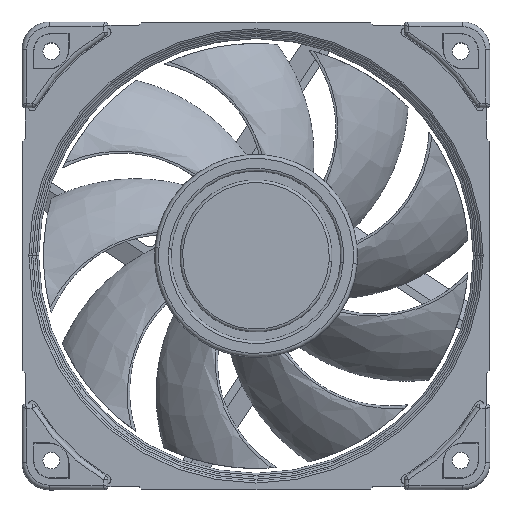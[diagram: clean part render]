
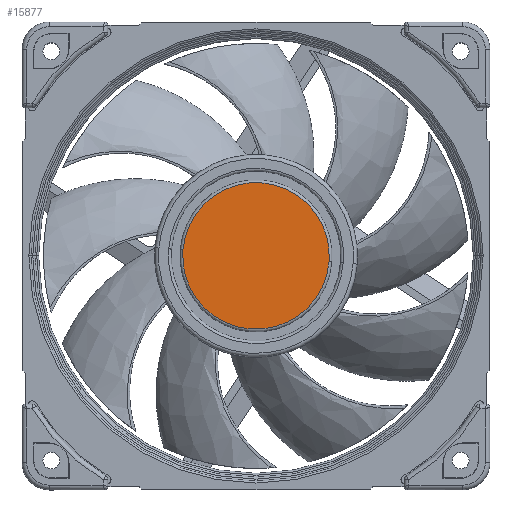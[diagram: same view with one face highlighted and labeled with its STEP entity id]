
A CAD part, top view. The second image highlights one B-rep face of the part: STEP entity #15877.
In plain terms, the highlighted planar face has unit normal (0, 0, 1).
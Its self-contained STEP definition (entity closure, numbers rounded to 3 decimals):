
#96 = AXIS2_PLACEMENT_3D ( 'NONE', #3991, #5454, #2460 ) ;
#2453 = CIRCLE ( 'NONE', #11723, 18.8 ) ;
#2460 = DIRECTION ( 'NONE',  ( 1., 0., 0. ) ) ;
#3991 = CARTESIAN_POINT ( 'NONE',  ( 0., 0., 18. ) ) ;
#4947 = CARTESIAN_POINT ( 'NONE',  ( 18.8, 0., 18. ) ) ;
#5454 = DIRECTION ( 'NONE',  ( 0., 0., 1. ) ) ;
#6051 = CIRCLE ( 'NONE', #96, 18.8 ) ;
#6486 = EDGE_CURVE ( 'NONE', #10588, #12825, #6051, .T. ) ;
#9335 = ORIENTED_EDGE ( 'NONE', *, *, #12935, .T. ) ;
#10588 = VERTEX_POINT ( 'NONE', #4947 ) ;
#10597 = DIRECTION ( 'NONE',  ( 1., 0., 0. ) ) ;
#10726 = ORIENTED_EDGE ( 'NONE', *, *, #6486, .T. ) ;
#11723 = AXIS2_PLACEMENT_3D ( 'NONE', #17372, #12573, #17162 ) ;
#12069 = CARTESIAN_POINT ( 'NONE',  ( -18.8, 0., 18. ) ) ;
#12573 = DIRECTION ( 'NONE',  ( 0., 0., 1. ) ) ;
#12825 = VERTEX_POINT ( 'NONE', #12069 ) ;
#12935 = EDGE_CURVE ( 'NONE', #12825, #10588, #2453, .T. ) ;
#15074 = FACE_OUTER_BOUND ( 'NONE', #15946, .T. ) ;
#15379 = DIRECTION ( 'NONE',  ( 0., 0., 1. ) ) ;
#15877 = ADVANCED_FACE ( 'NONE', ( #15074 ), #20047, .T. ) ;
#15946 = EDGE_LOOP ( 'NONE', ( #10726, #9335 ) ) ;
#16928 = CARTESIAN_POINT ( 'NONE',  ( 0., 0., 18. ) ) ;
#17162 = DIRECTION ( 'NONE',  ( 1., 0., 0. ) ) ;
#17372 = CARTESIAN_POINT ( 'NONE',  ( 0., 0., 18. ) ) ;
#20047 = PLANE ( 'NONE',  #20187 ) ;
#20187 = AXIS2_PLACEMENT_3D ( 'NONE', #16928, #15379, #10597 ) ;
